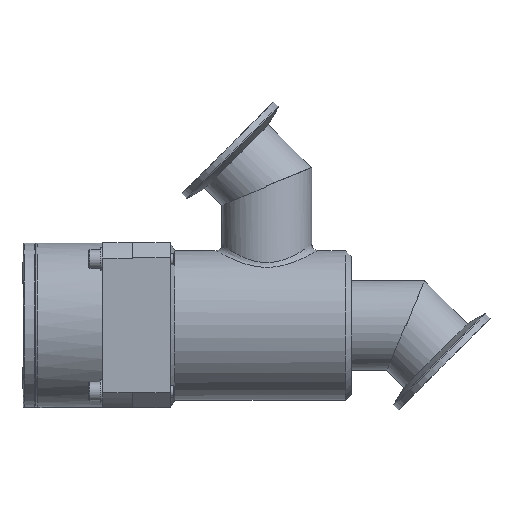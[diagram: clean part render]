
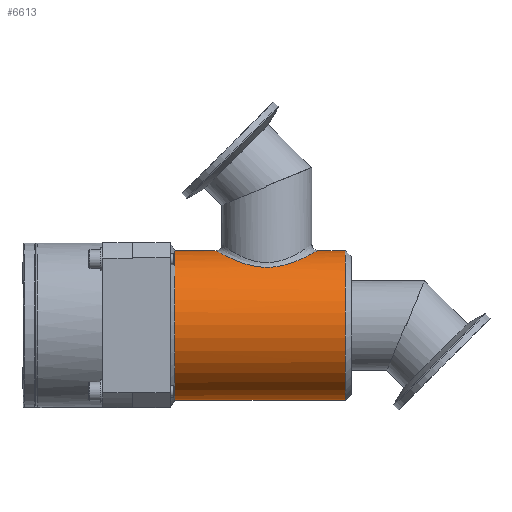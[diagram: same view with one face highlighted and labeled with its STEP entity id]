
A CAD part, left-side view. The second image highlights one B-rep face of the part: STEP entity #6613.
In plain terms, the highlighted cylindrical face has radius 31.75 mm (diameter 63.5 mm), a full revolution.
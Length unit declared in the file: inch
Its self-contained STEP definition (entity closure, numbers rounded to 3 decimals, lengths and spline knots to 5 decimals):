
#5791=CARTESIAN_POINT('',(0.66118,-3.38,1.06082));
#5792=VERTEX_POINT('',#5791);
#5793=CARTESIAN_POINT('',(0.,-3.38,0.));
#5794=DIRECTION('',(0.,-1.0,0.));
#5795=DIRECTION('',(-0.529,0.,-0.849));
#5796=AXIS2_PLACEMENT_3D('',#5793,#5794,#5795);
#5797=CIRCLE('',#5796,1.25);
#5798=EDGE_CURVE('',#5792,#5792,#5797,.T.);
#6415=CARTESIAN_POINT('',(0.78704,-2.065,0.97112));
#6416=VERTEX_POINT('',#6415);
#6508=CARTESIAN_POINT('',(0.78706,-2.06503,0.9711));
#6509=CARTESIAN_POINT('',(0.78706,-1.99978,0.9711));
#6510=CARTESIAN_POINT('',(0.77285,-1.86895,0.98281));
#6511=CARTESIAN_POINT('',(0.69272,-1.62831,1.0436));
#6512=CARTESIAN_POINT('',(0.53474,-1.41556,1.13922));
#6513=CARTESIAN_POINT('',(0.29895,-1.26468,1.22087));
#6514=CARTESIAN_POINT('',(0.10102,-1.21402,1.25067));
#6515=CARTESIAN_POINT('',(-0.06075,-1.21418,1.25041));
#6516=CARTESIAN_POINT('',(-0.30077,-1.25428,1.22758));
#6517=CARTESIAN_POINT('',(-0.54326,-1.41181,1.13644));
#6518=CARTESIAN_POINT('',(-0.71663,-1.68519,1.02649));
#6519=CARTESIAN_POINT('',(-0.79009,-1.93191,0.96898));
#6520=CARTESIAN_POINT('',(-0.79005,-2.19837,0.9686));
#6521=CARTESIAN_POINT('',(-0.69239,-2.52653,1.04642));
#6522=CARTESIAN_POINT('',(-0.4792,-2.77535,1.17083));
#6523=CARTESIAN_POINT('',(-0.20207,-2.89731,1.23945));
#6524=CARTESIAN_POINT('',(-0.00013,-2.92256,1.25449));
#6525=CARTESIAN_POINT('',(0.1811,-2.89994,1.24115));
#6526=CARTESIAN_POINT('',(0.35078,-2.83391,1.20357));
#6527=CARTESIAN_POINT('',(0.54724,-2.69775,1.1317));
#6528=CARTESIAN_POINT('',(0.6929,-2.50125,1.04347));
#6529=CARTESIAN_POINT('',(0.77283,-2.26106,0.98283));
#6530=CARTESIAN_POINT('',(0.78706,-2.13029,0.9711));
#6531=CARTESIAN_POINT('',(0.78706,-2.06503,0.9711));
#6532=B_SPLINE_CURVE_WITH_KNOTS('',3,(#6508,#6509,#6510,#6511,#6512,#6513,#6514,#6515,#6516,#6517,#6518,#6519,#6520,#6521,#6522,#6523,#6524,#6525,#6526,#6527,#6528,#6529,#6530,#6531),.UNSPECIFIED.,.T.,.U.,(4,1,1,1,1,1,1,1,1,1,1,1,1,1,1,1,1,1,1,1,1,4),(-11.84479,-11.42176,-10.99873,-10.15268,-9.58864,-9.0246,-8.74258,-8.46057,-7.33249,-6.76845,-6.20441,-5.64038,-5.07634,-3.94826,-3.38423,-2.9612,-2.53817,-2.11514,-1.69211,-0.84606,-0.42303,0.0),.UNSPECIFIED.);
#6533=EDGE_CURVE('',#6416,#6416,#6532,.T.);
#6591=CARTESIAN_POINT('',(0.,-3.305,0.));
#6592=DIRECTION('',(0.,1.0,0.));
#6593=DIRECTION('',(0.0,0.0,-1.0));
#6594=AXIS2_PLACEMENT_3D('',#6591,#6592,#6593);
#6595=CYLINDRICAL_SURFACE('',#6594,1.25);
#6596=CARTESIAN_POINT('',(-1.25,-0.52417,0.));
#6597=VERTEX_POINT('',#6596);
#6598=CARTESIAN_POINT('',(0.,-0.52417,0.));
#6599=DIRECTION('',(0.0,-1.0,0.0));
#6600=DIRECTION('',(-1.0,0.0,0.0));
#6601=AXIS2_PLACEMENT_3D('',#6598,#6599,#6600);
#6602=CIRCLE('',#6601,1.25);
#6603=EDGE_CURVE('',#6597,#6597,#6602,.T.);
#6604=ORIENTED_EDGE('',*,*,#6603,.T.);
#6605=EDGE_LOOP('',(#6604));
#6606=FACE_OUTER_BOUND('',#6605,.T.);
#6607=ORIENTED_EDGE('',*,*,#5798,.F.);
#6608=EDGE_LOOP('',(#6607));
#6609=FACE_BOUND('',#6608,.T.);
#6610=ORIENTED_EDGE('',*,*,#6533,.F.);
#6611=EDGE_LOOP('',(#6610));
#6612=FACE_BOUND('',#6611,.T.);
#6613=ADVANCED_FACE('',(#6606,#6609,#6612),#6595,.T.);
